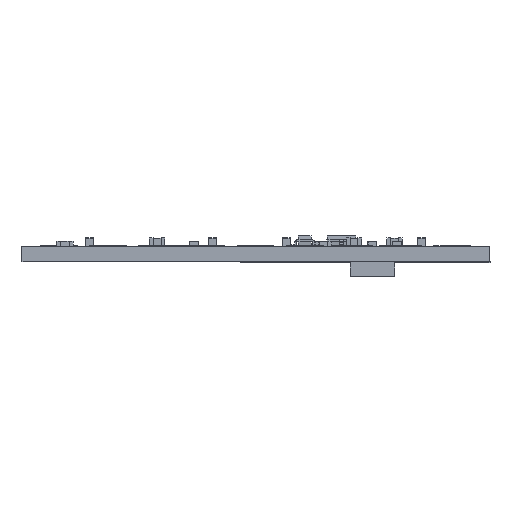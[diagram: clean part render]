
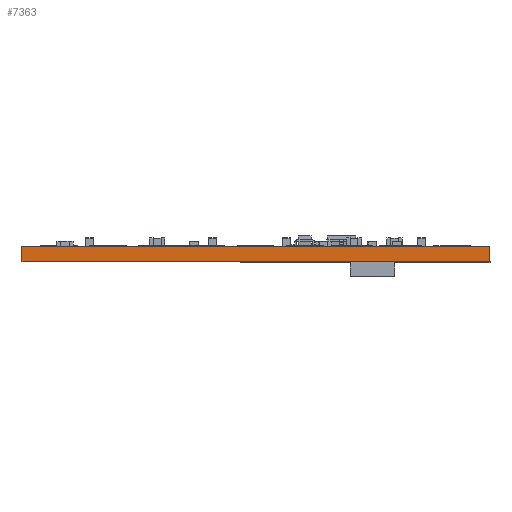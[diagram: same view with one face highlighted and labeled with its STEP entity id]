
A CAD part, left-side view. The second image highlights one B-rep face of the part: STEP entity #7363.
In plain terms, the highlighted planar face has unit normal (-1, 0, 0).
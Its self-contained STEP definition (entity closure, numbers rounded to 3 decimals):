
#948=PLANE('',#8165);
#1234=FACE_OUTER_BOUND('',#1572,.T.);
#1572=EDGE_LOOP('',(#5643,#5644,#5645,#5646));
#2274=LINE('',#11917,#2730);
#2282=LINE('',#11932,#2738);
#2283=LINE('',#11934,#2739);
#2284=LINE('',#11935,#2740);
#2730=VECTOR('',#9812,10.);
#2738=VECTOR('',#9824,10.);
#2739=VECTOR('',#9827,10.);
#2740=VECTOR('',#9828,10.);
#3804=VERTEX_POINT('',#11914);
#3805=VERTEX_POINT('',#11916);
#3809=VERTEX_POINT('',#11928);
#3810=VERTEX_POINT('',#11930);
#4558=EDGE_CURVE('',#3804,#3805,#2274,.T.);
#4566=EDGE_CURVE('',#3809,#3810,#2282,.T.);
#4567=EDGE_CURVE('',#3804,#3809,#2283,.T.);
#4568=EDGE_CURVE('',#3805,#3810,#2284,.T.);
#5643=ORIENTED_EDGE('',*,*,#4567,.T.);
#5644=ORIENTED_EDGE('',*,*,#4566,.T.);
#5645=ORIENTED_EDGE('',*,*,#4568,.F.);
#5646=ORIENTED_EDGE('',*,*,#4558,.F.);
#7363=ADVANCED_FACE('',(#1234),#948,.T.);
#8165=AXIS2_PLACEMENT_3D('',#11933,#9825,#9826);
#9812=DIRECTION('',(0.,0.,1.));
#9824=DIRECTION('',(0.,0.,1.));
#9825=DIRECTION('center_axis',(-1.,0.,0.));
#9826=DIRECTION('ref_axis',(0.,-1.,0.));
#9827=DIRECTION('',(0.,-1.,0.));
#9828=DIRECTION('',(0.,-1.,0.));
#11914=CARTESIAN_POINT('',(0.,48.25,0.));
#11916=CARTESIAN_POINT('',(0.,48.25,1.57));
#11917=CARTESIAN_POINT('',(0.,48.25,0.));
#11928=CARTESIAN_POINT('',(0.,0.,0.));
#11930=CARTESIAN_POINT('',(0.,0.,1.57));
#11932=CARTESIAN_POINT('',(0.,0.,0.));
#11933=CARTESIAN_POINT('Origin',(0.,48.25,0.));
#11934=CARTESIAN_POINT('',(0.,48.25,0.));
#11935=CARTESIAN_POINT('',(0.,48.25,1.57));
